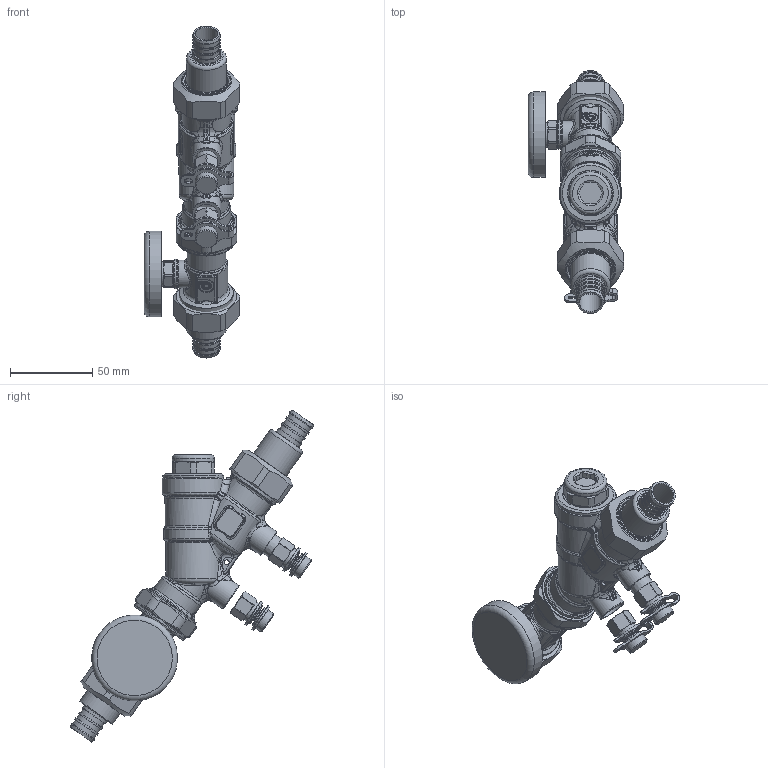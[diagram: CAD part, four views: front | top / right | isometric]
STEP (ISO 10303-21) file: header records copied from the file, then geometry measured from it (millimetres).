
FILE_DESCRIPTION(/* description */ (''),/* implementation_level */ '2;1');
FILE_NAME(/* name */ '128455AFC_Simplify_1.stp',/* time_stamp */ '2025-07-21T10:48:26-05:00',/* author */ ('ischreiner'),/* organization */ (''),/* preprocessor_version */ 'ST-DEVELOPER v20',/* originating_system */ 'Autodesk Inventor 2025',/* authorisation */ '');
FILE_SCHEMA (('AUTOMOTIVE_DESIGN { 1 0 10303 214 3 1 1 }'));
Products named in the file (1): 128455AFC_Simplify_1
Bounding box: 58.22 x 148.4 x 202.4 mm (x, y, z)
Volume: 226781.4 mm3; surface area: 60314.5 mm2
Topology: 8 solids, 8 shells, 1650 faces, 3931 edges, 2275 vertices
Faces by surface type: bspline 837, cylinder 336, plane 219, cone 115, torus 101, sphere 42
Full cylindrical faces by diameter (mm): 3 x1, 8 x2, 11.5 x2, 12 x4, 12.2 x2, 13.462 x2, 13.5 x6, 13.9 x2, 15.24 x1, 15.875 x7, 16.942 x8, 17 x1, 17.5 x2, 18 x1, 20.066 x1, 20.091 x2, 20.574 x1, 20.6 x1, 22 x1, 23.5 x1, 24 x1, 24.384 x1, 24.435 x1, 25.8 x1, 25.908 x1, 26.416 x1, 26.924 x2, 29.5 x1, 29.6 x1, 29.972 x2
Entity records: 161872 total; most frequent: CARTESIAN_POINT 127267, ORIENTED_EDGE 7716, DIRECTION 5399, EDGE_CURVE 3858, AXIS2_PLACEMENT_3D 2344, VERTEX_POINT 2275, EDGE_LOOP 1727, STYLED_ITEM 1658
